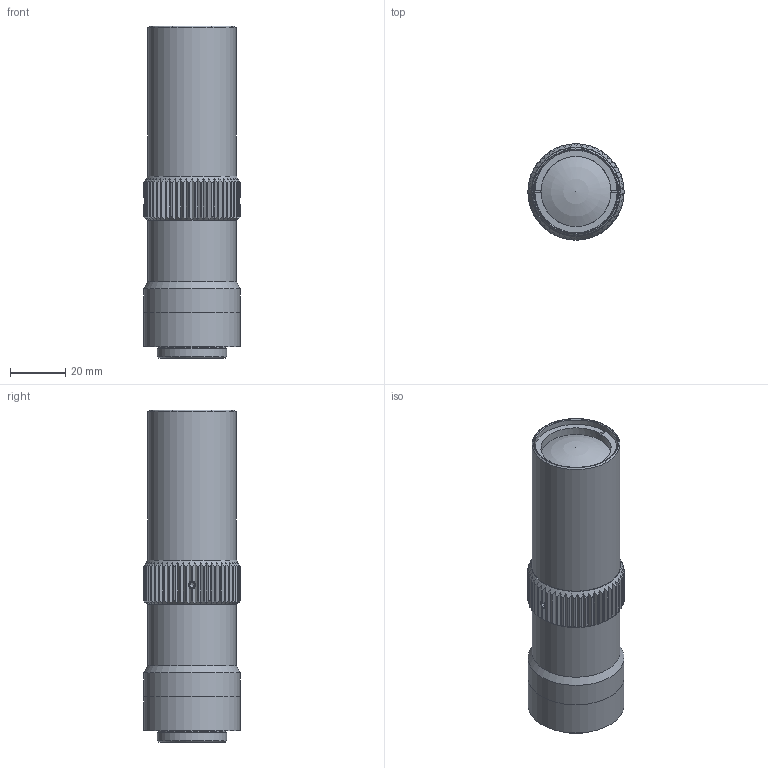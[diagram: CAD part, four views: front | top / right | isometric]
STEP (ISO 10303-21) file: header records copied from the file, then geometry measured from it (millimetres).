
FILE_DESCRIPTION(/* description */ ('TOB11_11.0-80-V-WN'),/* implementation_level */ '2;1');
FILE_NAME(/* name */ 'TOB11_11.0-80-V-WN.stp',/* time_stamp */ '2020-06-29T08:16:56+02:00',/* author */ ('amarell'),/* organization */ ('Vision & Control'),/* preprocessor_version */ 'ST-DEVELOPER v16.5',/* originating_system */ 'Autodesk Inventor 2017',/* authorisation */ '');
FILE_SCHEMA (('AUTOMOTIVE_DESIGN { 1 0 10303 214 3 1 1 }'));
Length unit declared in the file: millimetre
Products named in the file (1): TOB11_11.0-80-V-WN
Bounding box: 35 x 35 x 120.66 mm (x, y, z)
Volume: 111928.3 mm3; surface area: 36728 mm2
Topology: 11 solids, 11 shells, 328 faces, 833 edges, 547 vertices
Faces by surface type: plane 186, cylinder 100, cone 32, torus 6, sphere 4
Full cylindrical faces by diameter (mm): 1.567 x1, 2 x1, 2.459 x2, 3 x2, 14 x1, 14.46 x1, 15.46 x1, 19.96 x1, 20 x1, 21 x1, 22 x2, 22.46 x1, 22.6 x1, 23 x1, 23.46 x2, 24.46 x1, 24.6 x1, 25 x2, 25.4 x1, 25.5 x1, 26.46 x1, 26.5 x1, 27 x2, 27.26 x1, 28 x1, 29 x2, 29.8 x1, 29.96 x1, 30.5 x1, 30.6 x3
Entity records: 9535 total; most frequent: CARTESIAN_POINT 2137, ORIENTED_EDGE 1438, DIRECTION 1406, EDGE_CURVE 719, AXIS2_PLACEMENT_3D 581, VERTEX_POINT 519, EDGE_LOOP 450, STYLED_ITEM 339
